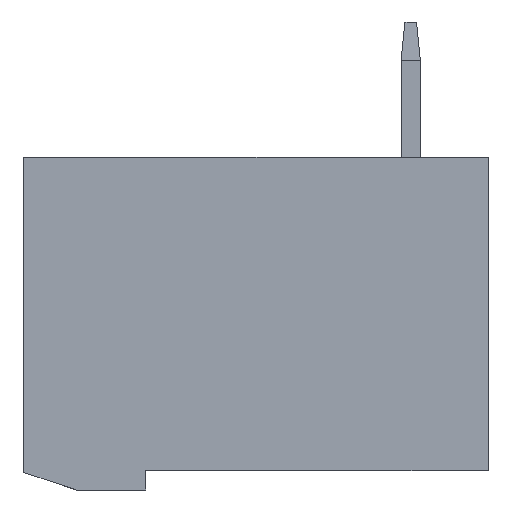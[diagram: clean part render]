
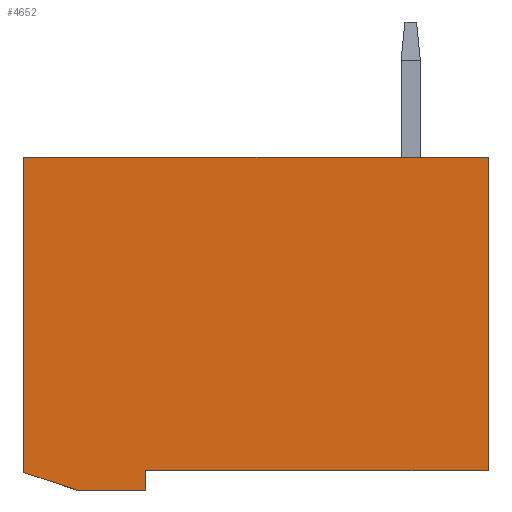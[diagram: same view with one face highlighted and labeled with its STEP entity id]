
A CAD part, left-side view. The second image highlights one B-rep face of the part: STEP entity #4652.
In plain terms, the highlighted planar face has unit normal (-1, 0, 0).
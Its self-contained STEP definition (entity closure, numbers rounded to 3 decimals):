
#162 = AXIS2_PLACEMENT_3D ( 'NONE', #13030, #5566, #8088 ) ;
#560 = CARTESIAN_POINT ( 'NONE',  ( -21.28, 0., 0. ) ) ;
#924 = VECTOR ( 'NONE', #6659, 1000. ) ;
#1290 = VERTEX_POINT ( 'NONE', #3121 ) ;
#1343 = CARTESIAN_POINT ( 'NONE',  ( -21.28, 12., 0. ) ) ;
#1654 = EDGE_CURVE ( 'NONE', #2891, #2685, #2742, .T. ) ;
#1863 = PLANE ( 'NONE',  #162 ) ;
#2196 = ORIENTED_EDGE ( 'NONE', *, *, #1654, .F. ) ;
#2421 = CARTESIAN_POINT ( 'NONE',  ( -21.28, 8.85, -8.6 ) ) ;
#2685 = VERTEX_POINT ( 'NONE', #6569 ) ;
#2742 = LINE ( 'NONE', #12516, #7967 ) ;
#2813 = LINE ( 'NONE', #11365, #10962 ) ;
#2891 = VERTEX_POINT ( 'NONE', #6196 ) ;
#3121 = CARTESIAN_POINT ( 'NONE',  ( -21.28, 10.65, -8.6 ) ) ;
#3368 = CARTESIAN_POINT ( 'NONE',  ( -21.28, 12., 0. ) ) ;
#3370 = ORIENTED_EDGE ( 'NONE', *, *, #10278, .F. ) ;
#3799 = ORIENTED_EDGE ( 'NONE', *, *, #3932, .F. ) ;
#3902 = DIRECTION ( 'NONE',  ( 0., 1., 0. ) ) ;
#3932 = EDGE_CURVE ( 'NONE', #2685, #15863, #11866, .T. ) ;
#4382 = ORIENTED_EDGE ( 'NONE', *, *, #13861, .F. ) ;
#4652 = ADVANCED_FACE ( 'NONE', ( #6531 ), #1863, .T. ) ;
#4866 = VECTOR ( 'NONE', #13807, 1000. ) ;
#4982 = ORIENTED_EDGE ( 'NONE', *, *, #10538, .F. ) ;
#5045 = DIRECTION ( 'NONE',  ( 0., 1., 0. ) ) ;
#5566 = DIRECTION ( 'NONE',  ( -1., 0., 0. ) ) ;
#6196 = CARTESIAN_POINT ( 'NONE',  ( -21.28, 0., -8.1 ) ) ;
#6531 = FACE_OUTER_BOUND ( 'NONE', #8205, .T. ) ;
#6569 = CARTESIAN_POINT ( 'NONE',  ( -21.28, 8.85, -8.1 ) ) ;
#6573 = VERTEX_POINT ( 'NONE', #3368 ) ;
#6659 = DIRECTION ( 'NONE',  ( 0., -1., 0. ) ) ;
#7223 = ORIENTED_EDGE ( 'NONE', *, *, #16078, .F. ) ;
#7967 = VECTOR ( 'NONE', #5045, 1000. ) ;
#7985 = LINE ( 'NONE', #1343, #4866 ) ;
#8088 = DIRECTION ( 'NONE',  ( 0., 0., 1. ) ) ;
#8187 = CARTESIAN_POINT ( 'NONE',  ( -21.28, 0., 0. ) ) ;
#8205 = EDGE_LOOP ( 'NONE', ( #8592, #4382, #4982, #3370, #3799, #2196, #7223 ) ) ;
#8566 = VECTOR ( 'NONE', #15707, 1000. ) ;
#8592 = ORIENTED_EDGE ( 'NONE', *, *, #12444, .F. ) ;
#8859 = CARTESIAN_POINT ( 'NONE',  ( -21.28, 8.85, -8.6 ) ) ;
#9176 = LINE ( 'NONE', #10643, #11710 ) ;
#9293 = DIRECTION ( 'NONE',  ( 0., 0.949, 0.316 ) ) ;
#10278 = EDGE_CURVE ( 'NONE', #15863, #1290, #12500, .T. ) ;
#10538 = EDGE_CURVE ( 'NONE', #1290, #11740, #9176, .T. ) ;
#10643 = CARTESIAN_POINT ( 'NONE',  ( -21.28, 10.65, -8.6 ) ) ;
#10840 = LINE ( 'NONE', #560, #924 ) ;
#10962 = VECTOR ( 'NONE', #12711, 1000. ) ;
#11365 = CARTESIAN_POINT ( 'NONE',  ( -21.28, 0., 0. ) ) ;
#11710 = VECTOR ( 'NONE', #9293, 1000. ) ;
#11740 = VERTEX_POINT ( 'NONE', #12083 ) ;
#11866 = LINE ( 'NONE', #14501, #8566 ) ;
#12083 = CARTESIAN_POINT ( 'NONE',  ( -21.28, 12., -8.15 ) ) ;
#12444 = EDGE_CURVE ( 'NONE', #6573, #13149, #10840, .T. ) ;
#12500 = LINE ( 'NONE', #8859, #15002 ) ;
#12516 = CARTESIAN_POINT ( 'NONE',  ( -21.28, 0., -8.1 ) ) ;
#12711 = DIRECTION ( 'NONE',  ( 0., 0., -1. ) ) ;
#13030 = CARTESIAN_POINT ( 'NONE',  ( -21.28, 0., 0. ) ) ;
#13149 = VERTEX_POINT ( 'NONE', #8187 ) ;
#13807 = DIRECTION ( 'NONE',  ( 0., 0., 1. ) ) ;
#13861 = EDGE_CURVE ( 'NONE', #11740, #6573, #7985, .T. ) ;
#14501 = CARTESIAN_POINT ( 'NONE',  ( -21.28, 8.85, -8.1 ) ) ;
#15002 = VECTOR ( 'NONE', #3902, 1000. ) ;
#15707 = DIRECTION ( 'NONE',  ( 0., 0., -1. ) ) ;
#15863 = VERTEX_POINT ( 'NONE', #2421 ) ;
#16078 = EDGE_CURVE ( 'NONE', #13149, #2891, #2813, .T. ) ;
